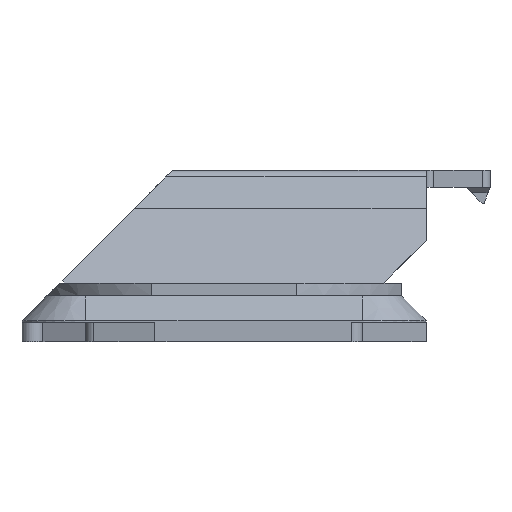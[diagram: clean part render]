
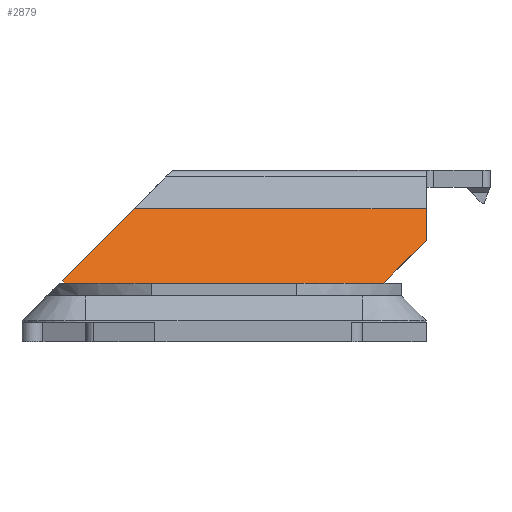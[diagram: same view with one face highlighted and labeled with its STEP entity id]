
A CAD part, front view. The second image highlights one B-rep face of the part: STEP entity #2879.
In plain terms, the highlighted planar face has unit normal (0, -0.924, 0.383).
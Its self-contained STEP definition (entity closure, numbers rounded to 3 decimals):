
#692 = PLANE('',#693);
#693 = AXIS2_PLACEMENT_3D('',#694,#695,#696);
#694 = CARTESIAN_POINT('',(-10.475,0.,10.475));
#695 = DIRECTION('',(0.707,0.,-0.707)
  );
#696 = DIRECTION('',(0.707,0.,0.707));
#1208 = PLANE('',#1209);
#1209 = AXIS2_PLACEMENT_3D('',#1210,#1211,#1212);
#1210 = CARTESIAN_POINT('',(19.,0.,12.138));
#1211 = DIRECTION('',(1.,0.,0.));
#1212 = DIRECTION('',(0.,0.,1.));
#1902 = VERTEX_POINT('',#1903);
#1903 = CARTESIAN_POINT('',(-8.45,-10.545,12.5));
#1917 = PLANE('',#1918);
#1918 = AXIS2_PLACEMENT_3D('',#1919,#1920,#1921);
#1919 = CARTESIAN_POINT('',(19.,-9.075,16.1));
#1920 = DIRECTION('',(0.,-0.926,0.378
    ));
#1921 = DIRECTION('',(0.,-0.378,-0.926)
  );
#1929 = EDGE_CURVE('',#1930,#1902,#1932,.T.);
#1930 = VERTEX_POINT('',#1931);
#1931 = CARTESIAN_POINT('',(-15.225,-13.357,5.725));
#1932 = SURFACE_CURVE('',#1933,(#1937,#1944),.PCURVE_S1.);
#1933 = LINE('',#1934,#1935);
#1934 = CARTESIAN_POINT('',(-2.057,-7.892,
    18.893));
#1935 = VECTOR('',#1936,1.);
#1936 = DIRECTION('',(0.678,0.282,0.678));
#1937 = PCURVE('',#692,#1938);
#1938 = DEFINITIONAL_REPRESENTATION('',(#1939),#1943);
#1939 = LINE('',#1940,#1941);
#1940 = CARTESIAN_POINT('',(11.906,7.892));
#1941 = VECTOR('',#1942,1.);
#1942 = DIRECTION('',(0.96,-0.282));
#1943 = ( GEOMETRIC_REPRESENTATION_CONTEXT(2) 
PARAMETRIC_REPRESENTATION_CONTEXT() REPRESENTATION_CONTEXT('2D SPACE',''
  ) );
#1944 = PCURVE('',#1945,#1950);
#1945 = PLANE('',#1946);
#1946 = AXIS2_PLACEMENT_3D('',#1947,#1948,#1949);
#1947 = CARTESIAN_POINT('',(19.,-10.545,12.5));
#1948 = DIRECTION('',(0.,-0.924,0.383)
  );
#1949 = DIRECTION('',(0.,-0.383,-0.924)
  );
#1950 = DEFINITIONAL_REPRESENTATION('',(#1951),#1955);
#1951 = LINE('',#1952,#1953);
#1952 = CARTESIAN_POINT('',(-6.922,-21.057));
#1953 = VECTOR('',#1954,1.);
#1954 = DIRECTION('',(-0.735,0.678));
#1955 = ( GEOMETRIC_REPRESENTATION_CONTEXT(2) 
PARAMETRIC_REPRESENTATION_CONTEXT() REPRESENTATION_CONTEXT('2D SPACE',''
  ) );
#1973 = PLANE('',#1974);
#1974 = AXIS2_PLACEMENT_3D('',#1975,#1976,#1977);
#1975 = CARTESIAN_POINT('',(-17.,-13.45,7.5));
#1976 = DIRECTION('',(0.707,0.,0.707));
#1977 = DIRECTION('',(0.,-1.,0.));
#2323 = VERTEX_POINT('',#2324);
#2324 = CARTESIAN_POINT('',(19.,-10.545,12.5));
#2345 = EDGE_CURVE('',#2323,#2346,#2348,.T.);
#2346 = VERTEX_POINT('',#2347);
#2347 = CARTESIAN_POINT('',(19.,-11.79,9.5));
#2348 = SURFACE_CURVE('',#2349,(#2353,#2360),.PCURVE_S1.);
#2349 = LINE('',#2350,#2351);
#2350 = CARTESIAN_POINT('',(19.,-10.545,12.5));
#2351 = VECTOR('',#2352,1.);
#2352 = DIRECTION('',(0.,-0.383,-0.924)
  );
#2353 = PCURVE('',#1208,#2354);
#2354 = DEFINITIONAL_REPRESENTATION('',(#2355),#2359);
#2355 = LINE('',#2356,#2357);
#2356 = CARTESIAN_POINT('',(0.362,10.545));
#2357 = VECTOR('',#2358,1.);
#2358 = DIRECTION('',(-0.924,0.383));
#2359 = ( GEOMETRIC_REPRESENTATION_CONTEXT(2) 
PARAMETRIC_REPRESENTATION_CONTEXT() REPRESENTATION_CONTEXT('2D SPACE',''
  ) );
#2360 = PCURVE('',#1945,#2361);
#2361 = DEFINITIONAL_REPRESENTATION('',(#2362),#2366);
#2362 = LINE('',#2363,#2364);
#2363 = CARTESIAN_POINT('',(0.,0.));
#2364 = VECTOR('',#2365,1.);
#2365 = DIRECTION('',(1.,0.));
#2366 = ( GEOMETRIC_REPRESENTATION_CONTEXT(2) 
PARAMETRIC_REPRESENTATION_CONTEXT() REPRESENTATION_CONTEXT('2D SPACE',''
  ) );
#2384 = PLANE('',#2385);
#2385 = AXIS2_PLACEMENT_3D('',#2386,#2387,#2388);
#2386 = CARTESIAN_POINT('',(17.,-13.45,7.5));
#2387 = DIRECTION('',(0.707,0.,-0.707
    ));
#2388 = DIRECTION('',(0.,-1.,0.));
#2740 = PLANE('',#2741);
#2741 = AXIS2_PLACEMENT_3D('',#2742,#2743,#2744);
#2742 = CARTESIAN_POINT('',(19.,-13.45,5.5));
#2743 = DIRECTION('',(0.,0.,-1.));
#2744 = DIRECTION('',(0.,1.,0.));
#2796 = PLANE('',#2797);
#2797 = AXIS2_PLACEMENT_3D('',#2798,#2799,#2800);
#2798 = CARTESIAN_POINT('',(19.,-13.45,5.5));
#2799 = DIRECTION('',(0.,0.,-1.));
#2800 = DIRECTION('',(0.,1.,0.));
#2837 = VERTEX_POINT('',#2838);
#2838 = CARTESIAN_POINT('',(-15.,-13.45,5.5));
#2859 = EDGE_CURVE('',#1930,#2837,#2860,.T.);
#2860 = SURFACE_CURVE('',#2861,(#2865,#2872),.PCURVE_S1.);
#2861 = LINE('',#2862,#2863);
#2862 = CARTESIAN_POINT('',(-9.983,-15.532,
    0.483));
#2863 = VECTOR('',#2864,1.);
#2864 = DIRECTION('',(0.678,-0.282,-0.678));
#2865 = PCURVE('',#1973,#2866);
#2866 = DEFINITIONAL_REPRESENTATION('',(#2867),#2871);
#2867 = LINE('',#2868,#2869);
#2868 = CARTESIAN_POINT('',(2.082,9.923));
#2869 = VECTOR('',#2870,1.);
#2870 = DIRECTION('',(0.282,0.96));
#2871 = ( GEOMETRIC_REPRESENTATION_CONTEXT(2) 
PARAMETRIC_REPRESENTATION_CONTEXT() REPRESENTATION_CONTEXT('2D SPACE',''
  ) );
#2872 = PCURVE('',#1945,#2873);
#2873 = DEFINITIONAL_REPRESENTATION('',(#2874),#2878);
#2874 = LINE('',#2875,#2876);
#2875 = CARTESIAN_POINT('',(13.01,-28.983));
#2876 = VECTOR('',#2877,1.);
#2877 = DIRECTION('',(0.735,0.678));
#2878 = ( GEOMETRIC_REPRESENTATION_CONTEXT(2) 
PARAMETRIC_REPRESENTATION_CONTEXT() REPRESENTATION_CONTEXT('2D SPACE',''
  ) );
#2879 = ADVANCED_FACE('',(#2880),#1945,.T.);
#2880 = FACE_BOUND('',#2881,.T.);
#2881 = EDGE_LOOP('',(#2882,#2907,#2928,#2929,#2950,#2951,#2952,#2975));
#2882 = ORIENTED_EDGE('',*,*,#2883,.F.);
#2883 = EDGE_CURVE('',#2884,#2886,#2888,.T.);
#2884 = VERTEX_POINT('',#2885);
#2885 = CARTESIAN_POINT('',(15.,-13.45,5.5));
#2886 = VERTEX_POINT('',#2887);
#2887 = CARTESIAN_POINT('',(11.962,-13.45,5.5));
#2888 = SURFACE_CURVE('',#2889,(#2893,#2900),.PCURVE_S1.);
#2889 = LINE('',#2890,#2891);
#2890 = CARTESIAN_POINT('',(19.,-13.45,5.5));
#2891 = VECTOR('',#2892,1.);
#2892 = DIRECTION('',(-1.,0.,0.));
#2893 = PCURVE('',#1945,#2894);
#2894 = DEFINITIONAL_REPRESENTATION('',(#2895),#2899);
#2895 = LINE('',#2896,#2897);
#2896 = CARTESIAN_POINT('',(7.579,0.));
#2897 = VECTOR('',#2898,1.);
#2898 = DIRECTION('',(0.,-1.));
#2899 = ( GEOMETRIC_REPRESENTATION_CONTEXT(2) 
PARAMETRIC_REPRESENTATION_CONTEXT() REPRESENTATION_CONTEXT('2D SPACE',''
  ) );
#2900 = PCURVE('',#2740,#2901);
#2901 = DEFINITIONAL_REPRESENTATION('',(#2902),#2906);
#2902 = LINE('',#2903,#2904);
#2903 = CARTESIAN_POINT('',(0.,0.));
#2904 = VECTOR('',#2905,1.);
#2905 = DIRECTION('',(0.,-1.));
#2906 = ( GEOMETRIC_REPRESENTATION_CONTEXT(2) 
PARAMETRIC_REPRESENTATION_CONTEXT() REPRESENTATION_CONTEXT('2D SPACE',''
  ) );
#2907 = ORIENTED_EDGE('',*,*,#2908,.F.);
#2908 = EDGE_CURVE('',#2346,#2884,#2909,.T.);
#2909 = SURFACE_CURVE('',#2910,(#2914,#2921),.PCURVE_S1.);
#2910 = LINE('',#2911,#2912);
#2911 = CARTESIAN_POINT('',(18.73,-11.902,
    9.23));
#2912 = VECTOR('',#2913,1.);
#2913 = DIRECTION('',(-0.678,-0.282,-0.678));
#2914 = PCURVE('',#1945,#2915);
#2915 = DEFINITIONAL_REPRESENTATION('',(#2916),#2920);
#2916 = LINE('',#2917,#2918);
#2917 = CARTESIAN_POINT('',(3.54,-0.27));
#2918 = VECTOR('',#2919,1.);
#2919 = DIRECTION('',(0.735,-0.678));
#2920 = ( GEOMETRIC_REPRESENTATION_CONTEXT(2) 
PARAMETRIC_REPRESENTATION_CONTEXT() REPRESENTATION_CONTEXT('2D SPACE',''
  ) );
#2921 = PCURVE('',#2384,#2922);
#2922 = DEFINITIONAL_REPRESENTATION('',(#2923),#2927);
#2923 = LINE('',#2924,#2925);
#2924 = CARTESIAN_POINT('',(-1.548,-2.447));
#2925 = VECTOR('',#2926,1.);
#2926 = DIRECTION('',(0.282,0.96));
#2927 = ( GEOMETRIC_REPRESENTATION_CONTEXT(2) 
PARAMETRIC_REPRESENTATION_CONTEXT() REPRESENTATION_CONTEXT('2D SPACE',''
  ) );
#2928 = ORIENTED_EDGE('',*,*,#2345,.F.);
#2929 = ORIENTED_EDGE('',*,*,#2930,.T.);
#2930 = EDGE_CURVE('',#2323,#1902,#2931,.T.);
#2931 = SURFACE_CURVE('',#2932,(#2936,#2943),.PCURVE_S1.);
#2932 = LINE('',#2933,#2934);
#2933 = CARTESIAN_POINT('',(19.,-10.545,12.5));
#2934 = VECTOR('',#2935,1.);
#2935 = DIRECTION('',(-1.,0.,0.));
#2936 = PCURVE('',#1945,#2937);
#2937 = DEFINITIONAL_REPRESENTATION('',(#2938),#2942);
#2938 = LINE('',#2939,#2940);
#2939 = CARTESIAN_POINT('',(0.,0.));
#2940 = VECTOR('',#2941,1.);
#2941 = DIRECTION('',(0.,-1.));
#2942 = ( GEOMETRIC_REPRESENTATION_CONTEXT(2) 
PARAMETRIC_REPRESENTATION_CONTEXT() REPRESENTATION_CONTEXT('2D SPACE',''
  ) );
#2943 = PCURVE('',#1917,#2944);
#2944 = DEFINITIONAL_REPRESENTATION('',(#2945),#2949);
#2945 = LINE('',#2946,#2947);
#2946 = CARTESIAN_POINT('',(3.889,0.));
#2947 = VECTOR('',#2948,1.);
#2948 = DIRECTION('',(0.,-1.));
#2949 = ( GEOMETRIC_REPRESENTATION_CONTEXT(2) 
PARAMETRIC_REPRESENTATION_CONTEXT() REPRESENTATION_CONTEXT('2D SPACE',''
  ) );
#2950 = ORIENTED_EDGE('',*,*,#1929,.F.);
#2951 = ORIENTED_EDGE('',*,*,#2859,.T.);
#2952 = ORIENTED_EDGE('',*,*,#2953,.F.);
#2953 = EDGE_CURVE('',#2954,#2837,#2956,.T.);
#2954 = VERTEX_POINT('',#2955);
#2955 = CARTESIAN_POINT('',(-11.962,-13.45,5.5));
#2956 = SURFACE_CURVE('',#2957,(#2961,#2968),.PCURVE_S1.);
#2957 = LINE('',#2958,#2959);
#2958 = CARTESIAN_POINT('',(19.,-13.45,5.5));
#2959 = VECTOR('',#2960,1.);
#2960 = DIRECTION('',(-1.,0.,0.));
#2961 = PCURVE('',#1945,#2962);
#2962 = DEFINITIONAL_REPRESENTATION('',(#2963),#2967);
#2963 = LINE('',#2964,#2965);
#2964 = CARTESIAN_POINT('',(7.579,0.));
#2965 = VECTOR('',#2966,1.);
#2966 = DIRECTION('',(0.,-1.));
#2967 = ( GEOMETRIC_REPRESENTATION_CONTEXT(2) 
PARAMETRIC_REPRESENTATION_CONTEXT() REPRESENTATION_CONTEXT('2D SPACE',''
  ) );
#2968 = PCURVE('',#2796,#2969);
#2969 = DEFINITIONAL_REPRESENTATION('',(#2970),#2974);
#2970 = LINE('',#2971,#2972);
#2971 = CARTESIAN_POINT('',(0.,0.));
#2972 = VECTOR('',#2973,1.);
#2973 = DIRECTION('',(0.,-1.));
#2974 = ( GEOMETRIC_REPRESENTATION_CONTEXT(2) 
PARAMETRIC_REPRESENTATION_CONTEXT() REPRESENTATION_CONTEXT('2D SPACE',''
  ) );
#2975 = ORIENTED_EDGE('',*,*,#2976,.F.);
#2976 = EDGE_CURVE('',#2886,#2954,#2977,.T.);
#2977 = SURFACE_CURVE('',#2978,(#2982,#2989),.PCURVE_S1.);
#2978 = LINE('',#2979,#2980);
#2979 = CARTESIAN_POINT('',(19.,-13.45,5.5));
#2980 = VECTOR('',#2981,1.);
#2981 = DIRECTION('',(-1.,0.,0.));
#2982 = PCURVE('',#1945,#2983);
#2983 = DEFINITIONAL_REPRESENTATION('',(#2984),#2988);
#2984 = LINE('',#2985,#2986);
#2985 = CARTESIAN_POINT('',(7.579,0.));
#2986 = VECTOR('',#2987,1.);
#2987 = DIRECTION('',(0.,-1.));
#2988 = ( GEOMETRIC_REPRESENTATION_CONTEXT(2) 
PARAMETRIC_REPRESENTATION_CONTEXT() REPRESENTATION_CONTEXT('2D SPACE',''
  ) );
#2989 = PCURVE('',#2990,#2995);
#2990 = PLANE('',#2991);
#2991 = AXIS2_PLACEMENT_3D('',#2992,#2993,#2994);
#2992 = CARTESIAN_POINT('',(0.,0.,5.5)
  );
#2993 = DIRECTION('',(0.,0.,1.));
#2994 = DIRECTION('',(1.,0.,0.));
#2995 = DEFINITIONAL_REPRESENTATION('',(#2996),#3000);
#2996 = LINE('',#2997,#2998);
#2997 = CARTESIAN_POINT('',(19.,-13.45));
#2998 = VECTOR('',#2999,1.);
#2999 = DIRECTION('',(-1.,0.));
#3000 = ( GEOMETRIC_REPRESENTATION_CONTEXT(2) 
PARAMETRIC_REPRESENTATION_CONTEXT() REPRESENTATION_CONTEXT('2D SPACE',''
  ) );
